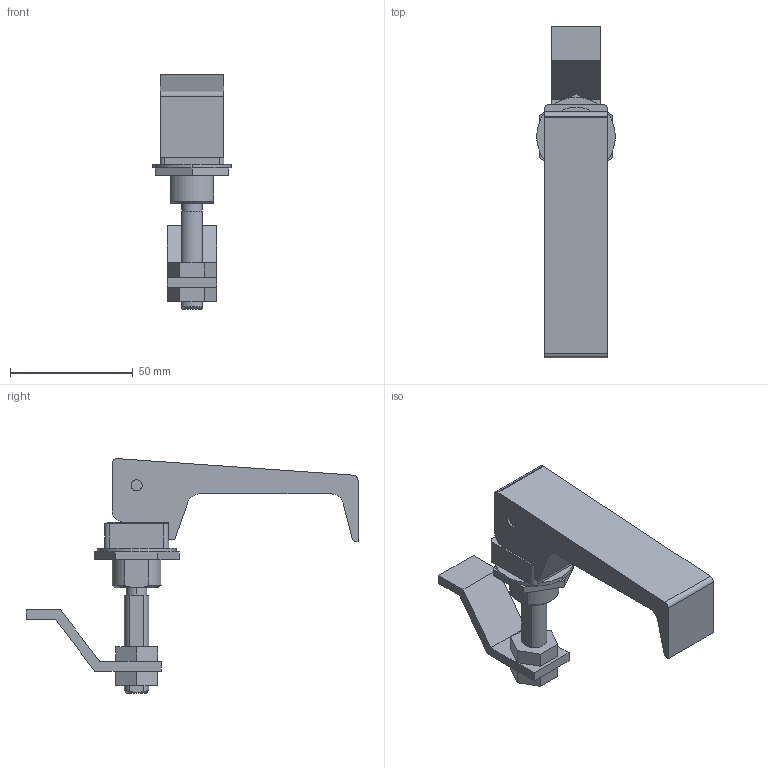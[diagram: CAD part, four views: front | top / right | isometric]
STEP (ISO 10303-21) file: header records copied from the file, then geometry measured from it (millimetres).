
FILE_DESCRIPTION (( 'STEP AP203' ), '1' );
FILE_NAME ('A-201.STEP', '2009-12-14T06:53:40', ( ' ' ), ( ' ' ), 'SwSTEP 2.0', 'SolidWorks 2007', '' );
FILE_SCHEMA (( 'CONFIG_CONTROL_DESIGN' ));
Length unit declared in the file: millimetre
Products named in the file (7): A-201-巭傔嬥_棉太倌; A-201轡寶_蹬怮椔; A-201-僴儞僪儖_棉太倌; A-201-儘僢僪_棉太倌; A-201; A-201六角板ナット__ﾃﾞﾌｫﾙﾄ; A-201歯付き座金__ﾃﾞﾌｫﾙﾄ
Assembly tree (7 placements, depth 2):
  A-201
    A-201-儘僢僪_棉太倌
    A-201轡寶_蹬怮椔  x2
    A-201歯付き座金__ﾃﾞﾌｫﾙﾄ
    A-201六角板ナット__ﾃﾞﾌｫﾙﾄ
    A-201-僴儞僪儖_棉太倌
    A-201-巭傔嬥_棉太倌
Bounding box: 32 x 135 x 95.46 mm (x, y, z)
Volume: 61773.5 mm3; surface area: 24138.6 mm2
Topology: 7 solids, 7 shells, 122 faces, 297 edges, 195 vertices
Faces by surface type: plane 72, cylinder 40, torus 4, cone 4, sphere 2
Entity records: 4114 total; most frequent: CARTESIAN_POINT 624, DIRECTION 599, ORIENTED_EDGE 546, EDGE_CURVE 273, AXIS2_PLACEMENT_3D 214, VERTEX_POINT 179, VECTOR 171, LINE 171
